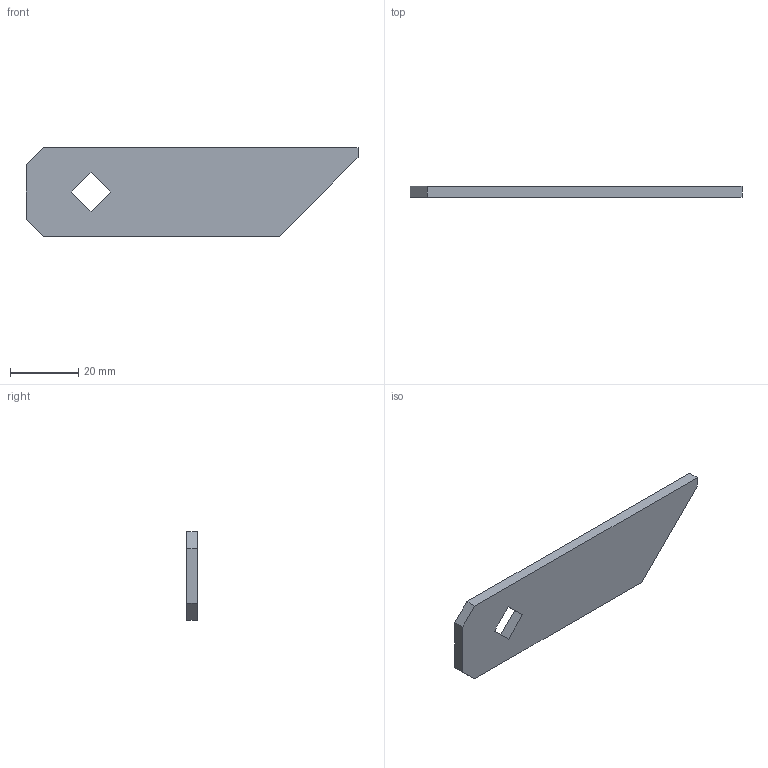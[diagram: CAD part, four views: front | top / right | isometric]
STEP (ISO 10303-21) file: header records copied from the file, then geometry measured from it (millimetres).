
FILE_DESCRIPTION((''),'2;1');
FILE_NAME('','2005-10-07T12:32:37',(''),(''),'','CADfix','');
FILE_SCHEMA(('AUTOMOTIVE_DESIGN'));
Length unit declared in the file: millimetre
Products named in the file (1): cam
Bounding box: 97 x 3.2 x 26 mm (x, y, z)
Volume: 6928.8 mm3; surface area: 5160.8 mm2
Topology: 1 solids, 1 shells, 13 faces, 33 edges, 22 vertices
Faces by surface type: bspline 13
Entity records: 373 total; most frequent: CARTESIAN_POINT 141, ORIENTED_EDGE 66, QUASI_UNIFORM_CURVE 33, EDGE_CURVE 33, VERTEX_POINT 22, EDGE_LOOP 15, B_SPLINE_SURFACE_WITH_KNOTS 13, FACE_OUTER_BOUND 13
